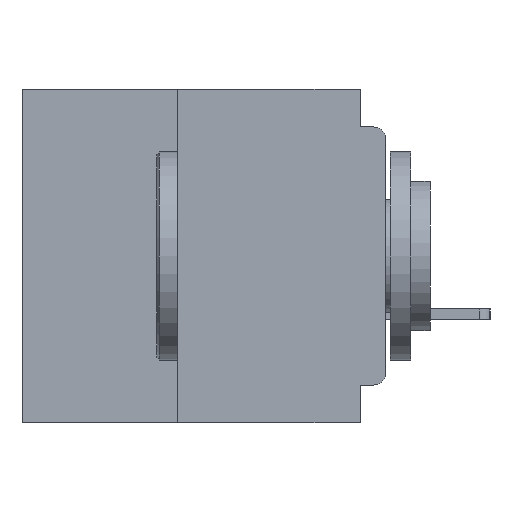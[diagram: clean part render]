
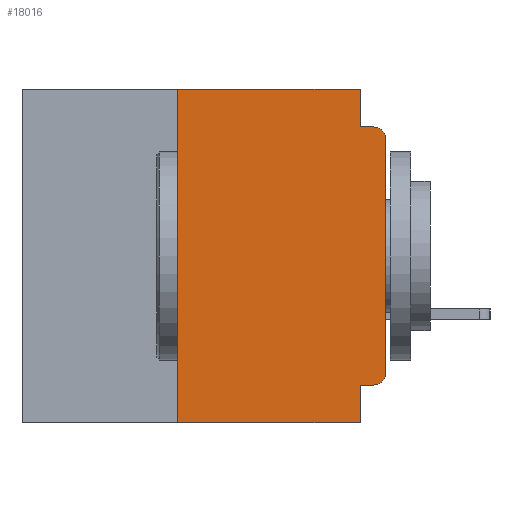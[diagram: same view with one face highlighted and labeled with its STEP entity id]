
A CAD part, left-side view. The second image highlights one B-rep face of the part: STEP entity #18016.
In plain terms, the highlighted planar face has unit normal (-1, 0, 0).
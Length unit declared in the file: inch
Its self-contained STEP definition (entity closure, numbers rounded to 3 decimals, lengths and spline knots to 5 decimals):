
#145 = CARTESIAN_POINT ( 'NONE',  ( 0., 0., -0.355 ) ) ;
#1482 = VERTEX_POINT ( 'NONE', #19438 ) ;
#2327 = CARTESIAN_POINT ( 'NONE',  ( 0., 0.031, -0.045 ) ) ;
#2581 = CARTESIAN_POINT ( 'NONE',  ( 0., 0.25, 0. ) ) ;
#3197 = DIRECTION ( 'NONE',  ( 0., 1., 0. ) ) ;
#4517 = LINE ( 'NONE', #145, #28144 ) ;
#4683 = VERTEX_POINT ( 'NONE', #35361 ) ;
#4748 = VECTOR ( 'NONE', #8975, 39.37008 ) ;
#4959 = VERTEX_POINT ( 'NONE', #36406 ) ;
#5517 = EDGE_CURVE ( 'NONE', #39190, #30301, #17851, .T. ) ;
#5710 = FACE_OUTER_BOUND ( 'NONE', #17457, .T. ) ;
#6064 = CARTESIAN_POINT ( 'NONE',  ( 0., 0.25, -0.4 ) ) ;
#6337 = CARTESIAN_POINT ( 'NONE',  ( 0., 0.015, -0.34 ) ) ;
#7264 = EDGE_CURVE ( 'NONE', #38711, #17162, #19621, .T. ) ;
#8453 = ORIENTED_EDGE ( 'NONE', *, *, #18580, .T. ) ;
#8946 = VECTOR ( 'NONE', #36505, 39.37008 ) ;
#8975 = DIRECTION ( 'NONE',  ( 0., 0., -1. ) ) ;
#9067 = VERTEX_POINT ( 'NONE', #21451 ) ;
#9233 = ORIENTED_EDGE ( 'NONE', *, *, #5517, .F. ) ;
#9417 = DIRECTION ( 'NONE',  ( 0., 0., -1. ) ) ;
#9460 = DIRECTION ( 'NONE',  ( 0., -1., 0. ) ) ;
#9528 = DIRECTION ( 'NONE',  ( 0., 0., 1. ) ) ;
#11267 = ORIENTED_EDGE ( 'NONE', *, *, #32646, .F. ) ;
#11366 = AXIS2_PLACEMENT_3D ( 'NONE', #6337, #27902, #9417 ) ;
#11385 = EDGE_CURVE ( 'NONE', #15266, #39190, #20708, .T. ) ;
#11471 = VECTOR ( 'NONE', #9528, 39.37008 ) ;
#11565 = ORIENTED_EDGE ( 'NONE', *, *, #37112, .F. ) ;
#11580 = ORIENTED_EDGE ( 'NONE', *, *, #26910, .T. ) ;
#12695 = ORIENTED_EDGE ( 'NONE', *, *, #28227, .T. ) ;
#13027 = DIRECTION ( 'NONE',  ( -1., 0., 0. ) ) ;
#13336 = CARTESIAN_POINT ( 'NONE',  ( 0., 0., 0. ) ) ;
#14065 = CIRCLE ( 'NONE', #23411, 0.015 ) ;
#14621 = CARTESIAN_POINT ( 'NONE',  ( 0., 0.437, -0.4 ) ) ;
#15266 = VERTEX_POINT ( 'NONE', #23881 ) ;
#15953 = VECTOR ( 'NONE', #39814, 39.37008 ) ;
#16054 = ORIENTED_EDGE ( 'NONE', *, *, #31092, .F. ) ;
#17007 = AXIS2_PLACEMENT_3D ( 'NONE', #28325, #34337, #34613 ) ;
#17112 = LINE ( 'NONE', #14621, #8946 ) ;
#17162 = VERTEX_POINT ( 'NONE', #2581 ) ;
#17457 = EDGE_LOOP ( 'NONE', ( #12695, #11580, #9233, #36827, #11267, #40068, #18180, #11565, #16054, #8453 ) ) ;
#17851 = LINE ( 'NONE', #39900, #15953 ) ;
#18016 = ADVANCED_FACE ( 'NONE', ( #5710 ), #31454, .F. ) ;
#18180 = ORIENTED_EDGE ( 'NONE', *, *, #39234, .T. ) ;
#18272 = LINE ( 'NONE', #24783, #33852 ) ;
#18580 = EDGE_CURVE ( 'NONE', #9067, #4959, #30753, .T. ) ;
#19438 = CARTESIAN_POINT ( 'NONE',  ( 0., 0.031, -0.355 ) ) ;
#19621 = LINE ( 'NONE', #24852, #11471 ) ;
#20708 = LINE ( 'NONE', #25167, #36371 ) ;
#21451 = CARTESIAN_POINT ( 'NONE',  ( 0., 0.015, -0.355 ) ) ;
#21685 = LINE ( 'NONE', #13336, #35381 ) ;
#23411 = AXIS2_PLACEMENT_3D ( 'NONE', #31569, #13027, #34724 ) ;
#23881 = CARTESIAN_POINT ( 'NONE',  ( 0., 0.031, 0. ) ) ;
#24783 = CARTESIAN_POINT ( 'NONE',  ( 0., 0.437, 0. ) ) ;
#24852 = CARTESIAN_POINT ( 'NONE',  ( 0., 0.25, -0.4 ) ) ;
#25167 = CARTESIAN_POINT ( 'NONE',  ( 0., 0.031, 0. ) ) ;
#26910 = EDGE_CURVE ( 'NONE', #37079, #30301, #14065, .T. ) ;
#27902 = DIRECTION ( 'NONE',  ( -1., 0., 0. ) ) ;
#28144 = VECTOR ( 'NONE', #3197, 39.37008 ) ;
#28227 = EDGE_CURVE ( 'NONE', #4959, #37079, #21685, .T. ) ;
#28320 = DIRECTION ( 'NONE',  ( 0., 0., -1. ) ) ;
#28325 = CARTESIAN_POINT ( 'NONE',  ( 0., 0.437, 0. ) ) ;
#28753 = DIRECTION ( 'NONE',  ( 0., 0., 1. ) ) ;
#29353 = LINE ( 'NONE', #36775, #4748 ) ;
#30301 = VERTEX_POINT ( 'NONE', #33206 ) ;
#30753 = CIRCLE ( 'NONE', #11366, 0.015 ) ;
#31092 = EDGE_CURVE ( 'NONE', #9067, #1482, #4517, .T. ) ;
#31454 = PLANE ( 'NONE',  #17007 ) ;
#31569 = CARTESIAN_POINT ( 'NONE',  ( 0., 0.015, -0.06 ) ) ;
#32646 = EDGE_CURVE ( 'NONE', #17162, #15266, #18272, .T. ) ;
#33206 = CARTESIAN_POINT ( 'NONE',  ( 0., 0.015, -0.045 ) ) ;
#33852 = VECTOR ( 'NONE', #9460, 39.37008 ) ;
#34337 = DIRECTION ( 'NONE',  ( 1., 0., 0. ) ) ;
#34613 = DIRECTION ( 'NONE',  ( 0., 0., -1. ) ) ;
#34724 = DIRECTION ( 'NONE',  ( 0., 0., -1. ) ) ;
#35361 = CARTESIAN_POINT ( 'NONE',  ( 0., 0.031, -0.4 ) ) ;
#35381 = VECTOR ( 'NONE', #28753, 39.37008 ) ;
#36371 = VECTOR ( 'NONE', #28320, 39.37008 ) ;
#36406 = CARTESIAN_POINT ( 'NONE',  ( 0., 0., -0.34 ) ) ;
#36505 = DIRECTION ( 'NONE',  ( 0., -1., 0. ) ) ;
#36650 = CARTESIAN_POINT ( 'NONE',  ( 0., 0., -0.06 ) ) ;
#36775 = CARTESIAN_POINT ( 'NONE',  ( 0., 0.031, -0.4 ) ) ;
#36827 = ORIENTED_EDGE ( 'NONE', *, *, #11385, .F. ) ;
#37079 = VERTEX_POINT ( 'NONE', #36650 ) ;
#37112 = EDGE_CURVE ( 'NONE', #1482, #4683, #29353, .T. ) ;
#38711 = VERTEX_POINT ( 'NONE', #6064 ) ;
#39190 = VERTEX_POINT ( 'NONE', #2327 ) ;
#39234 = EDGE_CURVE ( 'NONE', #38711, #4683, #17112, .T. ) ;
#39814 = DIRECTION ( 'NONE',  ( 0., -1., 0. ) ) ;
#39900 = CARTESIAN_POINT ( 'NONE',  ( 0., 0., -0.045 ) ) ;
#40068 = ORIENTED_EDGE ( 'NONE', *, *, #7264, .F. ) ;
